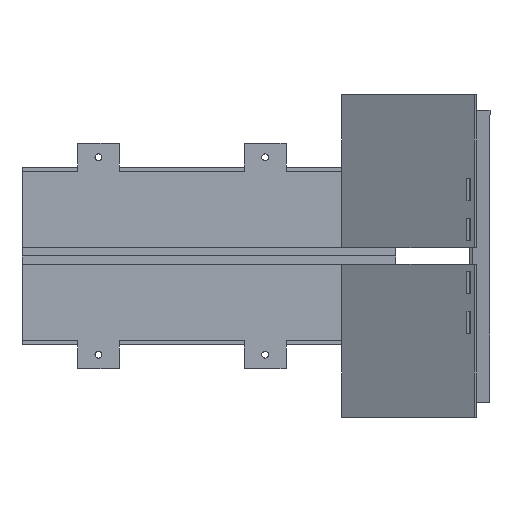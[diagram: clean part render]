
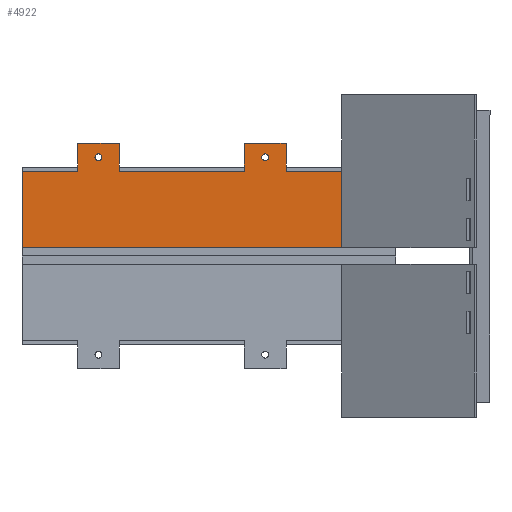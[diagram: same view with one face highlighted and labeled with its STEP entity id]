
A CAD part, front view. The second image highlights one B-rep face of the part: STEP entity #4922.
In plain terms, the highlighted face is planar.
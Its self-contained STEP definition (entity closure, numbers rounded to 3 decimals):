
#107 = EDGE_CURVE ( 'NONE', #331, #1315, #2493, .T. ) ;
#109 = LINE ( 'NONE', #1777, #2902 ) ;
#179 = DIRECTION ( 'NONE',  ( 0., 1., 0. ) ) ;
#182 = EDGE_CURVE ( 'NONE', #5374, #4746, #4523, .T. ) ;
#193 = CARTESIAN_POINT ( 'NONE',  ( 36.1, -56.035, 0. ) ) ;
#208 = VECTOR ( 'NONE', #2747, 1000. ) ;
#294 = DIRECTION ( 'NONE',  ( 0., 1., 0. ) ) ;
#325 = ORIENTED_EDGE ( 'NONE', *, *, #1330, .F. ) ;
#331 = VERTEX_POINT ( 'NONE', #2573 ) ;
#415 = ORIENTED_EDGE ( 'NONE', *, *, #5245, .F. ) ;
#434 = ORIENTED_EDGE ( 'NONE', *, *, #3670, .F. ) ;
#495 = CARTESIAN_POINT ( 'NONE',  ( 26.1, -41.035, 0. ) ) ;
#510 = EDGE_CURVE ( 'NONE', #3885, #3816, #1062, .T. ) ;
#536 = ORIENTED_EDGE ( 'NONE', *, *, #5438, .T. ) ;
#575 = DIRECTION ( 'NONE',  ( 0., 0., 1. ) ) ;
#741 = CARTESIAN_POINT ( 'NONE',  ( 46.1, -160.995, 0. ) ) ;
#782 = CARTESIAN_POINT ( 'NONE',  ( -28.9, -1.035, 0. ) ) ;
#795 = CARTESIAN_POINT ( 'NONE',  ( 26.1, -71.035, 0. ) ) ;
#884 = DIRECTION ( 'NONE',  ( 1., 0., 0. ) ) ;
#901 = CARTESIAN_POINT ( 'NONE',  ( 26.1, -190.995, 0. ) ) ;
#1062 = LINE ( 'NONE', #3063, #208 ) ;
#1102 = EDGE_CURVE ( 'NONE', #3663, #4470, #1683, .T. ) ;
#1133 = CARTESIAN_POINT ( 'NONE',  ( 36.1, -56.035, 0. ) ) ;
#1241 = CARTESIAN_POINT ( 'NONE',  ( 36.1, -175.995, 0. ) ) ;
#1300 = CARTESIAN_POINT ( 'NONE',  ( 0., 0., 0. ) ) ;
#1315 = VERTEX_POINT ( 'NONE', #3007 ) ;
#1330 = EDGE_CURVE ( 'NONE', #4746, #3885, #3495, .T. ) ;
#1366 = CARTESIAN_POINT ( 'NONE',  ( 33.6, -56.035, 0. ) ) ;
#1426 = EDGE_CURVE ( 'NONE', #4414, #5374, #3109, .T. ) ;
#1473 = ORIENTED_EDGE ( 'NONE', *, *, #2945, .F. ) ;
#1557 = VERTEX_POINT ( 'NONE', #5140 ) ;
#1582 = CARTESIAN_POINT ( 'NONE',  ( 26.1, -230.995, 0. ) ) ;
#1631 = DIRECTION ( 'NONE',  ( -1., 0., 0. ) ) ;
#1683 = CIRCLE ( 'NONE', #4635, 2.5 ) ;
#1695 = CARTESIAN_POINT ( 'NONE',  ( 46.1, -71.035, 0. ) ) ;
#1705 = CARTESIAN_POINT ( 'NONE',  ( 46.1, -190.995, 0. ) ) ;
#1707 = DIRECTION ( 'NONE',  ( -1., 0., 0. ) ) ;
#1777 = CARTESIAN_POINT ( 'NONE',  ( 26.1, -160.995, 0. ) ) ;
#1790 = CARTESIAN_POINT ( 'NONE',  ( 26.1, -190.995, 0. ) ) ;
#1891 = EDGE_CURVE ( 'NONE', #3816, #3154, #1969, .T. ) ;
#1918 = VECTOR ( 'NONE', #1947, 1000. ) ;
#1947 = DIRECTION ( 'NONE',  ( 0., 1., 0. ) ) ;
#1969 = LINE ( 'NONE', #782, #5012 ) ;
#1971 = ORIENTED_EDGE ( 'NONE', *, *, #182, .F. ) ;
#2003 = AXIS2_PLACEMENT_3D ( 'NONE', #1300, #2063, #5452 ) ;
#2028 = DIRECTION ( 'NONE',  ( 0., 1., 0. ) ) ;
#2058 = DIRECTION ( 'NONE',  ( 0., 0., 1. ) ) ;
#2063 = DIRECTION ( 'NONE',  ( 0., 0., 1. ) ) ;
#2072 = DIRECTION ( 'NONE',  ( 0., 0., 1. ) ) ;
#2080 = ORIENTED_EDGE ( 'NONE', *, *, #2765, .T. ) ;
#2227 = LINE ( 'NONE', #3149, #5333 ) ;
#2258 = VECTOR ( 'NONE', #2028, 1000. ) ;
#2386 = CARTESIAN_POINT ( 'NONE',  ( 46.1, -41.035, 0. ) ) ;
#2408 = CIRCLE ( 'NONE', #5080, 2.5 ) ;
#2433 = DIRECTION ( 'NONE',  ( 0., 0., 1. ) ) ;
#2493 = CIRCLE ( 'NONE', #3289, 2.5 ) ;
#2530 = EDGE_CURVE ( 'NONE', #4038, #1557, #2564, .T. ) ;
#2534 = VECTOR ( 'NONE', #179, 1000. ) ;
#2538 = PLANE ( 'NONE',  #2003 ) ;
#2564 = LINE ( 'NONE', #1705, #4257 ) ;
#2573 = CARTESIAN_POINT ( 'NONE',  ( 33.6, -175.995, 0. ) ) ;
#2672 = ORIENTED_EDGE ( 'NONE', *, *, #1891, .F. ) ;
#2683 = EDGE_CURVE ( 'NONE', #4239, #5179, #2227, .T. ) ;
#2703 = CARTESIAN_POINT ( 'NONE',  ( 46.1, -71.035, 0. ) ) ;
#2711 = DIRECTION ( 'NONE',  ( 1., 0., 0. ) ) ;
#2713 = ORIENTED_EDGE ( 'NONE', *, *, #5048, .F. ) ;
#2737 = CIRCLE ( 'NONE', #3444, 2.5 ) ;
#2747 = DIRECTION ( 'NONE',  ( 0., 1., 0. ) ) ;
#2765 = EDGE_CURVE ( 'NONE', #4470, #3663, #2737, .T. ) ;
#2823 = LINE ( 'NONE', #2846, #3344 ) ;
#2846 = CARTESIAN_POINT ( 'NONE',  ( -28.9, -1.035, 0. ) ) ;
#2862 = CARTESIAN_POINT ( 'NONE',  ( 26.1, -1.035, 0. ) ) ;
#2902 = VECTOR ( 'NONE', #5221, 1000. ) ;
#2945 = EDGE_CURVE ( 'NONE', #1557, #3661, #3689, .T. ) ;
#3007 = CARTESIAN_POINT ( 'NONE',  ( 38.6, -175.995, 0. ) ) ;
#3063 = CARTESIAN_POINT ( 'NONE',  ( 26.1, -1.035, 0. ) ) ;
#3105 = VECTOR ( 'NONE', #884, 1000. ) ;
#3108 = ORIENTED_EDGE ( 'NONE', *, *, #107, .T. ) ;
#3109 = LINE ( 'NONE', #2703, #3105 ) ;
#3149 = CARTESIAN_POINT ( 'NONE',  ( -28.9, -230.995, 0. ) ) ;
#3154 = VERTEX_POINT ( 'NONE', #3168 ) ;
#3168 = CARTESIAN_POINT ( 'NONE',  ( -28.9, -1.035, 0. ) ) ;
#3178 = DIRECTION ( 'NONE',  ( 0., -1., 0. ) ) ;
#3197 = ORIENTED_EDGE ( 'NONE', *, *, #1426, .F. ) ;
#3289 = AXIS2_PLACEMENT_3D ( 'NONE', #4598, #2072, #3732 ) ;
#3344 = VECTOR ( 'NONE', #3178, 1000. ) ;
#3346 = DIRECTION ( 'NONE',  ( 1., 0., 0. ) ) ;
#3382 = ORIENTED_EDGE ( 'NONE', *, *, #2530, .F. ) ;
#3391 = CARTESIAN_POINT ( 'NONE',  ( 26.1, -160.995, 0. ) ) ;
#3444 = AXIS2_PLACEMENT_3D ( 'NONE', #193, #575, #3492 ) ;
#3492 = DIRECTION ( 'NONE',  ( 1., 0., 0. ) ) ;
#3495 = LINE ( 'NONE', #495, #4189 ) ;
#3566 = VERTEX_POINT ( 'NONE', #3391 ) ;
#3661 = VERTEX_POINT ( 'NONE', #4431 ) ;
#3663 = VERTEX_POINT ( 'NONE', #1366 ) ;
#3670 = EDGE_CURVE ( 'NONE', #5179, #4038, #5204, .T. ) ;
#3689 = LINE ( 'NONE', #741, #1918 ) ;
#3728 = ORIENTED_EDGE ( 'NONE', *, *, #510, .F. ) ;
#3732 = DIRECTION ( 'NONE',  ( 1., 0., 0. ) ) ;
#3748 = FACE_BOUND ( 'NONE', #4353, .T. ) ;
#3816 = VERTEX_POINT ( 'NONE', #2862 ) ;
#3885 = VERTEX_POINT ( 'NONE', #5351 ) ;
#3911 = EDGE_LOOP ( 'NONE', ( #434, #4158, #415, #2672, #3728, #325, #1971, #3197, #4871, #2713, #1473, #3382 ) ) ;
#4038 = VERTEX_POINT ( 'NONE', #901 ) ;
#4158 = ORIENTED_EDGE ( 'NONE', *, *, #2683, .F. ) ;
#4189 = VECTOR ( 'NONE', #1707, 1000. ) ;
#4200 = DIRECTION ( 'NONE',  ( 1., 0., 0. ) ) ;
#4228 = ORIENTED_EDGE ( 'NONE', *, *, #1102, .T. ) ;
#4239 = VERTEX_POINT ( 'NONE', #4577 ) ;
#4257 = VECTOR ( 'NONE', #4281, 1000. ) ;
#4281 = DIRECTION ( 'NONE',  ( 1., 0., 0. ) ) ;
#4353 = EDGE_LOOP ( 'NONE', ( #3108, #536 ) ) ;
#4414 = VERTEX_POINT ( 'NONE', #5142 ) ;
#4431 = CARTESIAN_POINT ( 'NONE',  ( 46.1, -160.995, 0. ) ) ;
#4470 = VERTEX_POINT ( 'NONE', #5292 ) ;
#4523 = LINE ( 'NONE', #2386, #5270 ) ;
#4577 = CARTESIAN_POINT ( 'NONE',  ( -28.9, -230.995, 0. ) ) ;
#4598 = CARTESIAN_POINT ( 'NONE',  ( 36.1, -175.995, 0. ) ) ;
#4635 = AXIS2_PLACEMENT_3D ( 'NONE', #1133, #2433, #4200 ) ;
#4669 = FACE_OUTER_BOUND ( 'NONE', #3911, .T. ) ;
#4714 = EDGE_LOOP ( 'NONE', ( #4228, #2080 ) ) ;
#4720 = LINE ( 'NONE', #795, #2258 ) ;
#4746 = VERTEX_POINT ( 'NONE', #4952 ) ;
#4871 = ORIENTED_EDGE ( 'NONE', *, *, #4903, .F. ) ;
#4903 = EDGE_CURVE ( 'NONE', #3566, #4414, #4720, .T. ) ;
#4922 = ADVANCED_FACE ( 'NONE', ( #4669, #3748, #5136 ), #2538, .F. ) ;
#4952 = CARTESIAN_POINT ( 'NONE',  ( 46.1, -41.035, 0. ) ) ;
#5012 = VECTOR ( 'NONE', #1631, 1000. ) ;
#5048 = EDGE_CURVE ( 'NONE', #3661, #3566, #109, .T. ) ;
#5080 = AXIS2_PLACEMENT_3D ( 'NONE', #1241, #2058, #3346 ) ;
#5136 = FACE_BOUND ( 'NONE', #4714, .T. ) ;
#5140 = CARTESIAN_POINT ( 'NONE',  ( 46.1, -190.995, 0. ) ) ;
#5142 = CARTESIAN_POINT ( 'NONE',  ( 26.1, -71.035, 0. ) ) ;
#5179 = VERTEX_POINT ( 'NONE', #1582 ) ;
#5204 = LINE ( 'NONE', #1790, #2534 ) ;
#5221 = DIRECTION ( 'NONE',  ( -1., 0., 0. ) ) ;
#5245 = EDGE_CURVE ( 'NONE', #3154, #4239, #2823, .T. ) ;
#5270 = VECTOR ( 'NONE', #294, 1000. ) ;
#5292 = CARTESIAN_POINT ( 'NONE',  ( 38.6, -56.035, 0. ) ) ;
#5333 = VECTOR ( 'NONE', #2711, 1000. ) ;
#5351 = CARTESIAN_POINT ( 'NONE',  ( 26.1, -41.035, 0. ) ) ;
#5374 = VERTEX_POINT ( 'NONE', #1695 ) ;
#5438 = EDGE_CURVE ( 'NONE', #1315, #331, #2408, .T. ) ;
#5452 = DIRECTION ( 'NONE',  ( 1., 0., 0. ) ) ;
